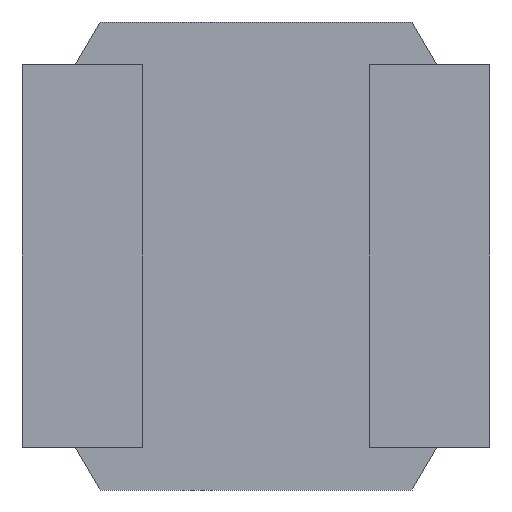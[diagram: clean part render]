
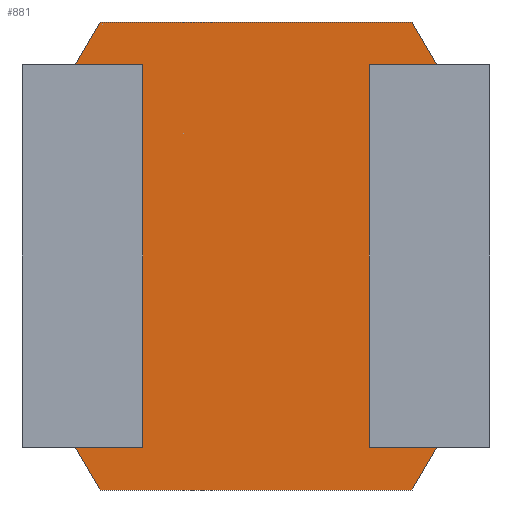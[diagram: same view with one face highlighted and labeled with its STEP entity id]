
A CAD part, front view. The second image highlights one B-rep face of the part: STEP entity #881.
In plain terms, the highlighted planar face has unit normal (0, -1, 0).
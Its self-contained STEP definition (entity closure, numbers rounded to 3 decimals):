
#13 = LINE ( 'NONE', #513, #1526 ) ;
#18 = VERTEX_POINT ( 'NONE', #376 ) ;
#19 = EDGE_CURVE ( 'NONE', #671, #168, #1234, .T. ) ;
#66 = VERTEX_POINT ( 'NONE', #1087 ) ;
#86 = EDGE_CURVE ( 'NONE', #1376, #1849, #981, .T. ) ;
#128 = DIRECTION ( 'NONE',  ( 0., -1., 0. ) ) ;
#131 = CARTESIAN_POINT ( 'NONE',  ( -3., 0., 2.45 ) ) ;
#142 = EDGE_CURVE ( 'NONE', #18, #220, #691, .T. ) ;
#165 = ORIENTED_EDGE ( 'NONE', *, *, #19, .T. ) ;
#168 = VERTEX_POINT ( 'NONE', #531 ) ;
#215 = EDGE_LOOP ( 'NONE', ( #352, #876, #1826, #1702, #882, #1887, #165, #1315, #901, #360, #289, #1404 ) ) ;
#220 = VERTEX_POINT ( 'NONE', #1753 ) ;
#227 = EDGE_CURVE ( 'NONE', #1773, #988, #1835, .T. ) ;
#263 = DIRECTION ( 'NONE',  ( 0.5, 0., 0.866 ) ) ;
#289 = ORIENTED_EDGE ( 'NONE', *, *, #446, .F. ) ;
#298 = VECTOR ( 'NONE', #784, 1000. ) ;
#316 = VERTEX_POINT ( 'NONE', #761 ) ;
#341 = EDGE_CURVE ( 'NONE', #395, #18, #1620, .T. ) ;
#352 = ORIENTED_EDGE ( 'NONE', *, *, #227, .F. ) ;
#360 = ORIENTED_EDGE ( 'NONE', *, *, #86, .T. ) ;
#376 = CARTESIAN_POINT ( 'NONE',  ( -2.318, 0., -2.45 ) ) ;
#387 = LINE ( 'NONE', #1902, #956 ) ;
#395 = VERTEX_POINT ( 'NONE', #454 ) ;
#419 = EDGE_CURVE ( 'NONE', #220, #1773, #1764, .T. ) ;
#445 = DIRECTION ( 'NONE',  ( 0., 0., -1. ) ) ;
#446 = EDGE_CURVE ( 'NONE', #316, #1849, #977, .T. ) ;
#454 = CARTESIAN_POINT ( 'NONE',  ( -2., 0., -3. ) ) ;
#513 = CARTESIAN_POINT ( 'NONE',  ( 3., 0., 2.45 ) ) ;
#519 = DIRECTION ( 'NONE',  ( -1., 0., 0. ) ) ;
#531 = CARTESIAN_POINT ( 'NONE',  ( 1.45, 0., -2.45 ) ) ;
#546 = CARTESIAN_POINT ( 'NONE',  ( 2., 0., -3. ) ) ;
#549 = VECTOR ( 'NONE', #1571, 1000. ) ;
#663 = DIRECTION ( 'NONE',  ( 1., 0., 0. ) ) ;
#671 = VERTEX_POINT ( 'NONE', #982 ) ;
#674 = CARTESIAN_POINT ( 'NONE',  ( 2.318, 0., 2.45 ) ) ;
#691 = LINE ( 'NONE', #1858, #549 ) ;
#707 = VECTOR ( 'NONE', #923, 1000. ) ;
#711 = VECTOR ( 'NONE', #1547, 1000. ) ;
#714 = EDGE_CURVE ( 'NONE', #66, #671, #1321, .T. ) ;
#733 = VECTOR ( 'NONE', #1564, 1000. ) ;
#761 = CARTESIAN_POINT ( 'NONE',  ( -2., 0., 3. ) ) ;
#784 = DIRECTION ( 'NONE',  ( 1., 0., 0. ) ) ;
#822 = CARTESIAN_POINT ( 'NONE',  ( 0., 0., -3. ) ) ;
#837 = EDGE_CURVE ( 'NONE', #168, #986, #387, .T. ) ;
#876 = ORIENTED_EDGE ( 'NONE', *, *, #419, .F. ) ;
#881 = ADVANCED_FACE ( 'NONE', ( #1549 ), #1009, .T. ) ;
#882 = ORIENTED_EDGE ( 'NONE', *, *, #1899, .F. ) ;
#901 = ORIENTED_EDGE ( 'NONE', *, *, #1196, .T. ) ;
#923 = DIRECTION ( 'NONE',  ( 0., 0., 1. ) ) ;
#956 = VECTOR ( 'NONE', #1895, 1000. ) ;
#977 = LINE ( 'NONE', #1365, #298 ) ;
#981 = LINE ( 'NONE', #1548, #733 ) ;
#982 = CARTESIAN_POINT ( 'NONE',  ( 2.318, 0., -2.45 ) ) ;
#986 = VERTEX_POINT ( 'NONE', #1048 ) ;
#988 = VERTEX_POINT ( 'NONE', #1630 ) ;
#1009 = PLANE ( 'NONE',  #1373 ) ;
#1048 = CARTESIAN_POINT ( 'NONE',  ( 1.45, 0., 2.45 ) ) ;
#1072 = CARTESIAN_POINT ( 'NONE',  ( -1.45, 0., 2.45 ) ) ;
#1082 = CARTESIAN_POINT ( 'NONE',  ( 0., 0., -2.45 ) ) ;
#1087 = CARTESIAN_POINT ( 'NONE',  ( 2., 0., -3. ) ) ;
#1128 = DIRECTION ( 'NONE',  ( 0.5, 0., 0.866 ) ) ;
#1153 = DIRECTION ( 'NONE',  ( -1., 0., 0. ) ) ;
#1156 = VECTOR ( 'NONE', #263, 1000. ) ;
#1196 = EDGE_CURVE ( 'NONE', #986, #1376, #13, .T. ) ;
#1202 = CARTESIAN_POINT ( 'NONE',  ( -1.45, 0., 2.45 ) ) ;
#1231 = VECTOR ( 'NONE', #1153, 1000. ) ;
#1234 = LINE ( 'NONE', #1082, #1599 ) ;
#1315 = ORIENTED_EDGE ( 'NONE', *, *, #837, .T. ) ;
#1318 = LINE ( 'NONE', #1593, #1407 ) ;
#1321 = LINE ( 'NONE', #546, #1156 ) ;
#1365 = CARTESIAN_POINT ( 'NONE',  ( 0., 0., 3. ) ) ;
#1367 = CARTESIAN_POINT ( 'NONE',  ( 2., 0., 3. ) ) ;
#1373 = AXIS2_PLACEMENT_3D ( 'NONE', #1467, #128, #445 ) ;
#1376 = VERTEX_POINT ( 'NONE', #674 ) ;
#1404 = ORIENTED_EDGE ( 'NONE', *, *, #1498, .F. ) ;
#1407 = VECTOR ( 'NONE', #1128, 1000. ) ;
#1467 = CARTESIAN_POINT ( 'NONE',  ( 0., 0., 0. ) ) ;
#1487 = DIRECTION ( 'NONE',  ( -0.5, 0., 0.866 ) ) ;
#1498 = EDGE_CURVE ( 'NONE', #988, #316, #1318, .T. ) ;
#1526 = VECTOR ( 'NONE', #663, 1000. ) ;
#1547 = DIRECTION ( 'NONE',  ( -1., 0., 0. ) ) ;
#1548 = CARTESIAN_POINT ( 'NONE',  ( 2., 0., 3. ) ) ;
#1549 = FACE_OUTER_BOUND ( 'NONE', #215, .T. ) ;
#1550 = VECTOR ( 'NONE', #1487, 1000. ) ;
#1564 = DIRECTION ( 'NONE',  ( -0.5, 0., 0.866 ) ) ;
#1571 = DIRECTION ( 'NONE',  ( 1., 0., 0. ) ) ;
#1593 = CARTESIAN_POINT ( 'NONE',  ( -2., 0., 3. ) ) ;
#1599 = VECTOR ( 'NONE', #519, 1000. ) ;
#1620 = LINE ( 'NONE', #1793, #1550 ) ;
#1630 = CARTESIAN_POINT ( 'NONE',  ( -2.318, 0., 2.45 ) ) ;
#1702 = ORIENTED_EDGE ( 'NONE', *, *, #341, .F. ) ;
#1753 = CARTESIAN_POINT ( 'NONE',  ( -1.45, 0., -2.45 ) ) ;
#1764 = LINE ( 'NONE', #1202, #707 ) ;
#1773 = VERTEX_POINT ( 'NONE', #1072 ) ;
#1793 = CARTESIAN_POINT ( 'NONE',  ( -2., 0., -3. ) ) ;
#1826 = ORIENTED_EDGE ( 'NONE', *, *, #142, .F. ) ;
#1835 = LINE ( 'NONE', #131, #1231 ) ;
#1849 = VERTEX_POINT ( 'NONE', #1367 ) ;
#1858 = CARTESIAN_POINT ( 'NONE',  ( 0., 0., -2.45 ) ) ;
#1859 = LINE ( 'NONE', #822, #711 ) ;
#1887 = ORIENTED_EDGE ( 'NONE', *, *, #714, .T. ) ;
#1895 = DIRECTION ( 'NONE',  ( 0., 0., 1. ) ) ;
#1899 = EDGE_CURVE ( 'NONE', #66, #395, #1859, .T. ) ;
#1902 = CARTESIAN_POINT ( 'NONE',  ( 1.45, 0., 2.45 ) ) ;
